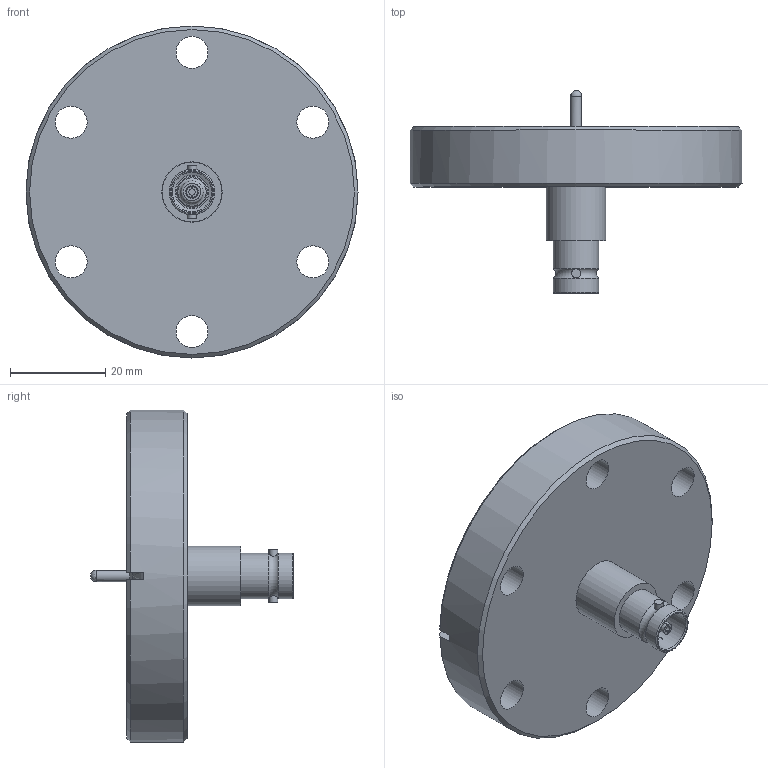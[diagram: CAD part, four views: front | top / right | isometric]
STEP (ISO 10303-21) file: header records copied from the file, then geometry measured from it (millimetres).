
FILE_DESCRIPTION (( 'STEP AP214' ), '1' );
FILE_NAME ('SHVT4S-CF40 Fullvac.STEP', '2023-12-18T13:06:04', ( '' ), ( '' ), 'SwSTEP 2.0', 'SolidWorks 2017', '' );
FILE_SCHEMA (( 'AUTOMOTIVE_DESIGN' ));
Length unit declared in the file: millimetre
Products named in the file (1): SHVT4S-CF40 Fullvac
Bounding box: 69.85 x 42.66 x 69.85 mm (x, y, z)
Volume: 44204.6 mm3; surface area: 15718.8 mm2
Topology: 1 solids, 1 shells, 89 faces, 201 edges, 128 vertices
Faces by surface type: cylinder 38, plane 34, cone 9, torus 7, sphere 1
Full cylindrical faces by diameter (mm): 1.905 x2, 2.388 x2, 2.667 x1, 4.699 x1, 5.969 x1, 6.426 x1, 6.706 x1, 6.731 x6, 6.96 x1, 7.036 x1, 7.112 x2, 7.29 x1, 7.366 x1, 7.757 x1, 7.899 x1, 7.925 x1, 8.306 x1, 9.601 x2, 11.151 x1, 12.573 x1, 12.7 x1, 41.91 x1, 69.85 x1
Entity records: 2290 total; most frequent: CARTESIAN_POINT 496, DIRECTION 387, ORIENTED_EDGE 270, AXIS2_PLACEMENT_3D 175, EDGE_LOOP 164, EDGE_CURVE 135, FACE_OUTER_BOUND 128, VERTEX_POINT 111
